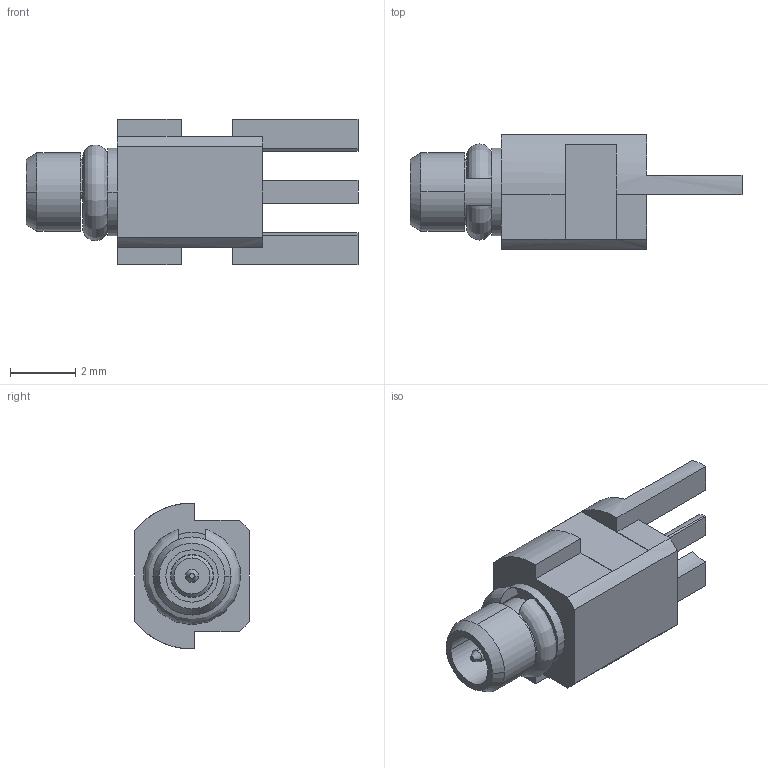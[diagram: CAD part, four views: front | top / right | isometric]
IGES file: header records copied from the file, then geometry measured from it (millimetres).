
Start section:  PTC IGES file: 908-21102_rev-c.igs
Global section: file name: 908-21102_rev-c.igs; native system: Pro/ENGINEER by Parametric Technology Corporation; preprocessor: 2008010; author: Nischit; organization: Unknown; date: 20081217.152106; units: millimetre
Bounding box: 10.16 x 3.51 x 4.47 mm (x, y, z)
Surface area: 156.8 mm2 (no closed solid volume)
Topology: 0 solids, 0 shells, 62 faces, 306 edges, 306 vertices
Faces by surface type: bspline 34, revolution 28
